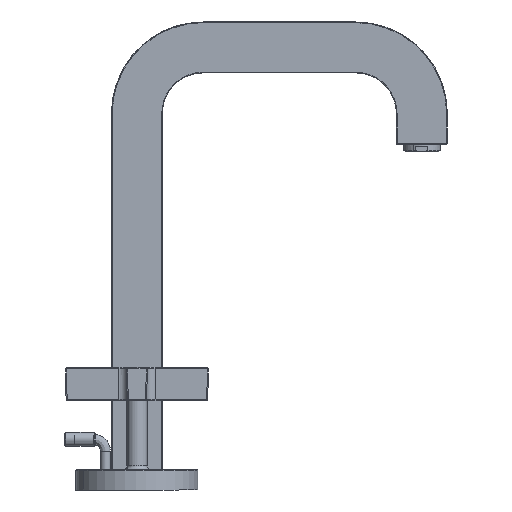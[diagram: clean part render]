
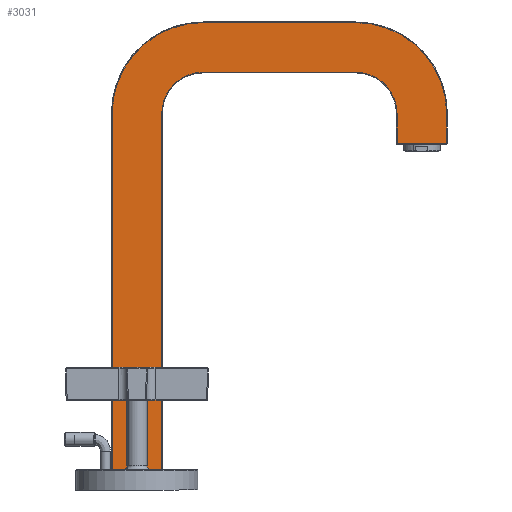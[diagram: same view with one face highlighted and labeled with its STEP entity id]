
A CAD part, front view. The second image highlights one B-rep face of the part: STEP entity #3031.
In plain terms, the highlighted planar face has unit normal (0, -1, 0).
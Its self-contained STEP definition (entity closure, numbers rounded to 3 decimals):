
#646=CARTESIAN_POINT(' ',(-12.2,-12.5,10.));
#647=VERTEX_POINT(' ',#646);
#871=CARTESIAN_POINT(' ',(12.2,-12.5,10.));
#872=VERTEX_POINT(' ',#871);
#886=CARTESIAN_POINT(' ',(12.2,-12.5,10.));
#891=DIRECTION(' ',(-1.,0.,0.));
#896=VECTOR(' ',#891,1.);
#901=LINE('',#886,#896);
#906=EDGE_CURVE(' ',#872,#647,#901,.T.);
#1521=CARTESIAN_POINT(' ',(-12.2,-12.5,10.));
#1526=DIRECTION(' ',(0.,0.,1.));
#1531=VECTOR(' ',#1526,1.);
#1536=LINE('',#1521,#1531);
#1541=CARTESIAN_POINT(' ',(-12.2,-12.5,185.));
#1542=VERTEX_POINT(' ',#1541);
#1546=EDGE_CURVE(' ',#647,#1542,#1536,.T.);
#2586=CARTESIAN_POINT(' ',(12.2,-12.5,185.));
#2587=VERTEX_POINT(' ',#2586);
#2601=CARTESIAN_POINT(' ',(12.2,-12.5,185.));
#2606=DIRECTION(' ',(0.,0.,-1.));
#2611=VECTOR(' ',#2606,1.);
#2616=LINE('',#2601,#2611);
#2621=EDGE_CURVE(' ',#2587,#872,#2616,.T.);
#2651=DIRECTION(' ',(0.,-1.,0.));
#2656=CARTESIAN_POINT(' ',(152.2,-12.5,10.));
#2661=DIRECTION(' ',(0.,0.,1.));
#2666=AXIS2_PLACEMENT_3D(' ',#2656,#2651,#2661);
#2671=PLANE('',#2666);
#2676=CARTESIAN_POINT(' ',(152.2,-12.5,170.3));
#2681=DIRECTION(' ',(-1.,0.,0.));
#2686=VECTOR(' ',#2681,1.);
#2691=LINE('',#2676,#2686);
#2696=CARTESIAN_POINT(' ',(152.2,-12.5,170.3));
#2697=VERTEX_POINT(' ',#2696);
#2701=CARTESIAN_POINT(' ',(127.8,-12.5,170.3));
#2702=VERTEX_POINT(' ',#2701);
#2706=EDGE_CURVE(' ',#2697,#2702,#2691,.T.);
#2711=ORIENTED_EDGE(' ',*,*,#2706,.F.);
#2716=CARTESIAN_POINT(' ',(152.2,-12.5,185.));
#2721=DIRECTION(' ',(0.,0.,-1.));
#2726=VECTOR(' ',#2721,1.);
#2731=LINE('',#2716,#2726);
#2736=CARTESIAN_POINT(' ',(152.2,-12.5,185.));
#2737=VERTEX_POINT(' ',#2736);
#2741=EDGE_CURVE(' ',#2737,#2697,#2731,.T.);
#2746=ORIENTED_EDGE(' ',*,*,#2741,.F.);
#2751=CARTESIAN_POINT(' ',(107.499,-12.5,184.999));
#2756=DIRECTION(' ',(0.,1.,0.));
#2761=DIRECTION(' ',(0.,0.,1.));
#2766=AXIS2_PLACEMENT_3D(' ',#2751,#2756,#2761);
#2771=CIRCLE('',#2766,44.701);
#2776=CARTESIAN_POINT(' ',(107.5,-12.5,229.7));
#2777=VERTEX_POINT(' ',#2776);
#2781=EDGE_CURVE(' ',#2777,#2737,#2771,.T.);
#2786=ORIENTED_EDGE(' ',*,*,#2781,.F.);
#2791=CARTESIAN_POINT(' ',(32.5,-12.5,229.7));
#2796=DIRECTION(' ',(1.,0.,0.));
#2801=VECTOR(' ',#2796,1.);
#2806=LINE('',#2791,#2801);
#2811=CARTESIAN_POINT(' ',(32.5,-12.5,229.7));
#2812=VERTEX_POINT(' ',#2811);
#2816=EDGE_CURVE(' ',#2812,#2777,#2806,.T.);
#2821=ORIENTED_EDGE(' ',*,*,#2816,.F.);
#2826=CARTESIAN_POINT(' ',(32.501,-12.5,184.999));
#2831=DIRECTION(' ',(0.,1.,0.));
#2836=DIRECTION(' ',(-1.,0.,0.));
#2841=AXIS2_PLACEMENT_3D(' ',#2826,#2831,#2836);
#2846=CIRCLE('',#2841,44.701);
#2851=EDGE_CURVE(' ',#1542,#2812,#2846,.T.);
#2856=ORIENTED_EDGE(' ',*,*,#2851,.F.);
#2861=ORIENTED_EDGE(' ',*,*,#1546,.F.);
#2866=ORIENTED_EDGE(' ',*,*,#906,.F.);
#2871=ORIENTED_EDGE(' ',*,*,#2621,.F.);
#2876=CARTESIAN_POINT(' ',(32.5,-12.5,185.));
#2881=DIRECTION(' ',(0.,-1.,0.));
#2886=DIRECTION(' ',(0.,0.,1.));
#2891=AXIS2_PLACEMENT_3D(' ',#2876,#2881,#2886);
#2896=CIRCLE('',#2891,20.3);
#2901=CARTESIAN_POINT(' ',(32.5,-12.5,205.3));
#2902=VERTEX_POINT(' ',#2901);
#2906=EDGE_CURVE(' ',#2902,#2587,#2896,.T.);
#2911=ORIENTED_EDGE(' ',*,*,#2906,.F.);
#2916=CARTESIAN_POINT(' ',(107.5,-12.5,205.3));
#2921=DIRECTION(' ',(-1.,0.,0.));
#2926=VECTOR(' ',#2921,1.);
#2931=LINE('',#2916,#2926);
#2936=CARTESIAN_POINT(' ',(107.5,-12.5,205.3));
#2937=VERTEX_POINT(' ',#2936);
#2941=EDGE_CURVE(' ',#2937,#2902,#2931,.T.);
#2946=ORIENTED_EDGE(' ',*,*,#2941,.F.);
#2951=CARTESIAN_POINT(' ',(107.499,-12.5,184.999));
#2956=DIRECTION(' ',(-0.,-1.,-0.));
#2961=DIRECTION(' ',(1.,0.,0.));
#2966=AXIS2_PLACEMENT_3D(' ',#2951,#2956,#2961);
#2971=CIRCLE('',#2966,20.301);
#2976=CARTESIAN_POINT(' ',(127.8,-12.5,185.));
#2977=VERTEX_POINT(' ',#2976);
#2981=EDGE_CURVE(' ',#2977,#2937,#2971,.T.);
#2986=ORIENTED_EDGE(' ',*,*,#2981,.F.);
#2991=CARTESIAN_POINT(' ',(127.8,-12.5,170.3));
#2996=DIRECTION(' ',(0.,0.,1.));
#3001=VECTOR(' ',#2996,1.);
#3006=LINE('',#2991,#3001);
#3011=EDGE_CURVE(' ',#2702,#2977,#3006,.T.);
#3016=ORIENTED_EDGE(' ',*,*,#3011,.F.);
#3021=EDGE_LOOP(' ',(#2711,#2746,#2786,#2821,#2856,#2861,#2866,#2871,#2911,#2946,#2986,#3016));
#3026=FACE_OUTER_BOUND(' ',#3021,.T.);
#3031=ADVANCED_FACE('',(#3026),#2671,.T.);
